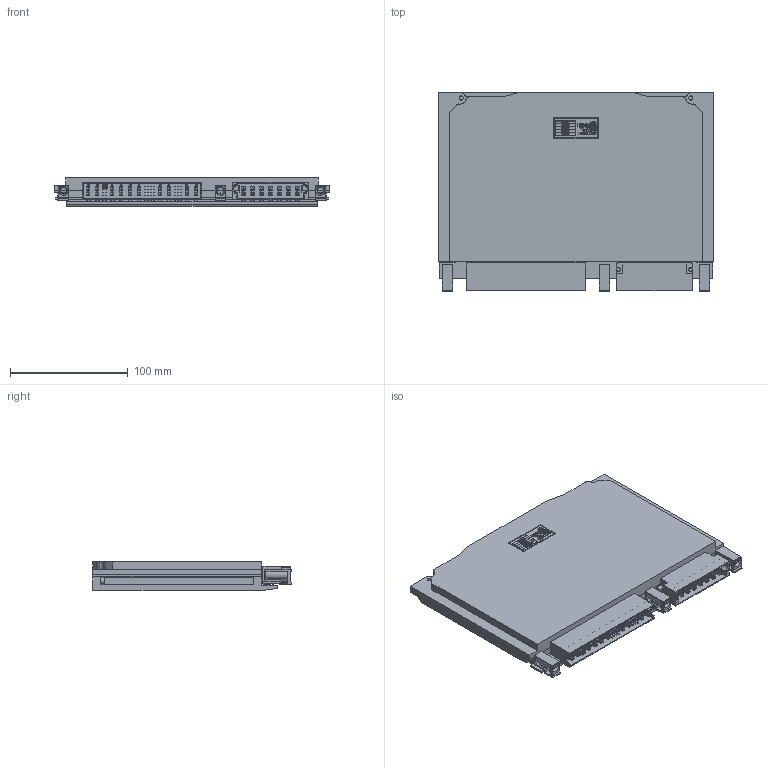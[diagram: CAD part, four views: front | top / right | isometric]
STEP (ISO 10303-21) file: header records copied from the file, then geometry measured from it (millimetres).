
FILE_DESCRIPTION(/* description */ ('Unknown'),/* implementation_level */ '2;1');
FILE_NAME(/* name */ 'VPX,6U,1IN,SECONDARY-SIDE-RETAINERS',/* time_stamp */ '2020-03-11T12:15:42-04:00',/* author */ ('Unknown'),/* organization */ ('Unknown'),/* preprocessor_version */ 'ST-DEVELOPER v16.7',/* originating_system */ 'DEX',/* authorisation */ $);
FILE_SCHEMA (('CONFIG_CONTROL_DESIGN'));
Products named in the file (13): VPX,6U,1IN,SECONDARY-SIDE-RETAINERS; VPX,6U,1IN,SECONDARY-SIDE-RETAINERS,BOTTOM-COVER; VPX,6U,1IN,SECONDARY-SIDE-RETAINERS,MAIN-BODY; VPX,6U,LEFT-EJECTOR-INJECTOR; VPX,6U,RIGHT-EJECTOR-INJECTOR; WEDGE-LOCK; VPX,6U,B01; GUIDE-SOCKET-NO-KEYING; c-1410946-1; c-6450843-6-a2-3d; c-6450849-6-a-3d; LABEL
Assembly tree (17 placements, depth 3):
  VPX,6U,1IN,SECONDARY-SIDE-RETAINERS
    VPX,6U,1IN,SECONDARY-SIDE-RETAINERS,BOTTOM-COVER
    VPX,6U,1IN,SECONDARY-SIDE-RETAINERS,MAIN-BODY
    VPX,6U,LEFT-EJECTOR-INJECTOR
    VPX,6U,RIGHT-EJECTOR-INJECTOR
    WEDGE-LOCK  x2
    VPX,6U,B01
      VPX,6U,B01
      GUIDE-SOCKET-NO-KEYING  x3
      c-1410946-1  x3
      c-6450843-6-a2-3d
      c-6450849-6-a-3d
    LABEL
Bounding box: 233.15 x 168.71 x 24.54 mm (x, y, z)
Volume: 824649.2 mm3; surface area: 210597.6 mm2
Topology: 16 solids, 16 shells, 4468 faces, 11942 edges, 8006 vertices
Faces by surface type: plane 3322, cylinder 879, bspline 213, cone 33, torus 21
Full cylindrical faces by diameter (mm): 0.401 x1, 0.46 x1, 1.016 x56, 2.459 x2, 3 x15, 3.05 x2, 3.5 x2, 4.65 x3, 5.5 x5, 5.9 x3
Entity records: 159723 total; most frequent: CARTESIAN_POINT 38252, ORIENTED_EDGE 21682, DIRECTION 18690, EDGE_CURVE 10841, LINE 7514, VECTOR 7514, VERTEX_POINT 7295, AXIS2_PLACEMENT_3D 5588
